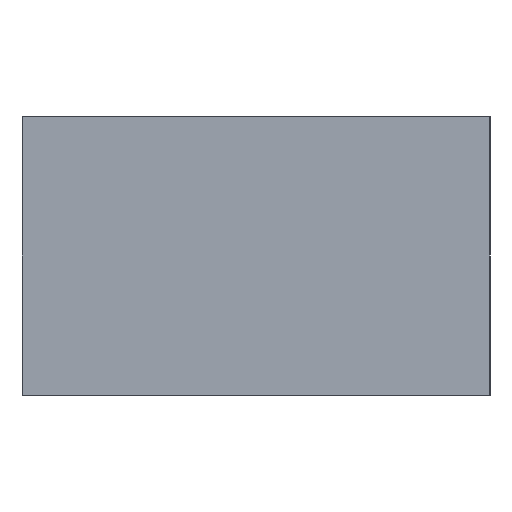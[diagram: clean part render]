
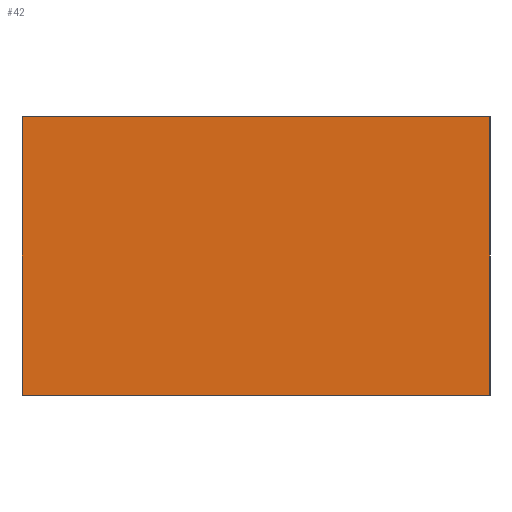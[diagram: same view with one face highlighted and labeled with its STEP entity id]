
A CAD part, left-side view. The second image highlights one B-rep face of the part: STEP entity #42.
In plain terms, the highlighted planar face has unit normal (-1, 0, 0).
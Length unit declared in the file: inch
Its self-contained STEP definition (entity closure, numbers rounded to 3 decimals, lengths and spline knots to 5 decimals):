
#40 = EDGE_LOOP ( 'NONE', ( #131, #225, #208, #93 ) ) ;
#42 = ADVANCED_FACE ( 'NONE', ( #231 ), #339, .T. ) ;
#45 = EDGE_CURVE ( 'NONE', #46, #47, #330, .T. ) ;
#46 = VERTEX_POINT ( 'NONE', #326 ) ;
#47 = VERTEX_POINT ( 'NONE', #325 ) ;
#93 = ORIENTED_EDGE ( 'NONE', *, *, #45, .T. ) ;
#100 = EDGE_CURVE ( 'NONE', #218, #47, #635, .T. ) ;
#126 = EDGE_CURVE ( 'NONE', #127, #218, #686, .T. ) ;
#127 = VERTEX_POINT ( 'NONE', #682 ) ;
#131 = ORIENTED_EDGE ( 'NONE', *, *, #100, .F. ) ;
#192 = EDGE_CURVE ( 'NONE', #127, #46, #844, .T. ) ;
#208 = ORIENTED_EDGE ( 'NONE', *, *, #192, .T. ) ;
#218 = VERTEX_POINT ( 'NONE', #778 ) ;
#225 = ORIENTED_EDGE ( 'NONE', *, *, #126, .F. ) ;
#231 = FACE_OUTER_BOUND ( 'NONE', #40, .T. ) ;
#325 = CARTESIAN_POINT ( 'NONE',  ( 0., 0.0151, 0.018 ) ) ;
#326 = CARTESIAN_POINT ( 'NONE',  ( 0., -0.0151, 0.018 ) ) ;
#327 = DIRECTION ( 'NONE',  ( 0., 1., 0. ) ) ;
#328 = VECTOR ( 'NONE', #327, 39.37008 ) ;
#329 = CARTESIAN_POINT ( 'NONE',  ( 0., -0.0151, 0.018 ) ) ;
#330 = LINE ( 'NONE', #329, #328 ) ;
#334 = DIRECTION ( 'NONE',  ( 0., 0., 1. ) ) ;
#335 = DIRECTION ( 'NONE',  ( -1., 0., 0. ) ) ;
#336 = AXIS2_PLACEMENT_3D ( 'NONE', #338, #335, #334 ) ;
#338 = CARTESIAN_POINT ( 'NONE',  ( 0., -0.0151, 0. ) ) ;
#339 = PLANE ( 'NONE',  #336 ) ;
#632 = DIRECTION ( 'NONE',  ( 0., 0., 1. ) ) ;
#633 = VECTOR ( 'NONE', #632, 39.37008 ) ;
#634 = CARTESIAN_POINT ( 'NONE',  ( 0., 0.0151, 0. ) ) ;
#635 = LINE ( 'NONE', #634, #633 ) ;
#682 = CARTESIAN_POINT ( 'NONE',  ( 0., -0.0151, 0. ) ) ;
#683 = DIRECTION ( 'NONE',  ( 0., 1., 0. ) ) ;
#684 = VECTOR ( 'NONE', #683, 39.37008 ) ;
#685 = CARTESIAN_POINT ( 'NONE',  ( 0., -0.0151, 0. ) ) ;
#686 = LINE ( 'NONE', #685, #684 ) ;
#778 = CARTESIAN_POINT ( 'NONE',  ( 0., 0.0151, 0. ) ) ;
#844 = LINE ( 'NONE', #914, #913 ) ;
#912 = DIRECTION ( 'NONE',  ( 0., 0., 1. ) ) ;
#913 = VECTOR ( 'NONE', #912, 39.37008 ) ;
#914 = CARTESIAN_POINT ( 'NONE',  ( 0., -0.0151, 0. ) ) ;
